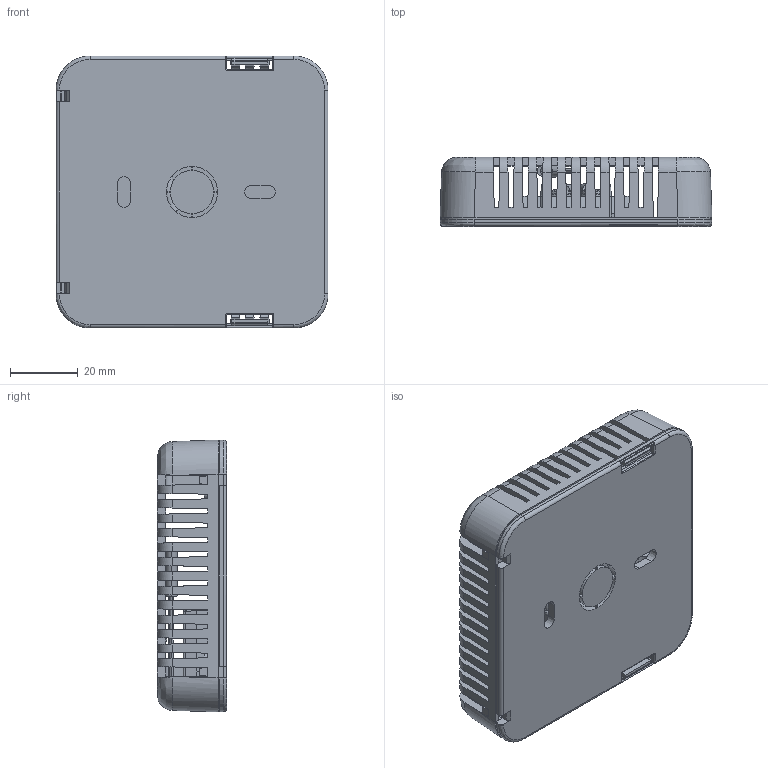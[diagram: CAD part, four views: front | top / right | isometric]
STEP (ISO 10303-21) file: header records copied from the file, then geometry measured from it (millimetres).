
FILE_DESCRIPTION (( 'STEP AP214' ), '1' );
FILE_NAME ('NTC10K3-R02-01.STEP', '2024-04-24T17:09:08', ( '' ), ( '' ), 'SwSTEP 2.0', 'SolidWorks 2021', '' );
FILE_SCHEMA (( 'AUTOMOTIVE_DESIGN' ));
Length unit declared in the file: inch
Products named in the file (1): NTC10K3-R02-01
Bounding box: 80 x 20.3 x 80 mm (x, y, z)
Volume: 41656.4 mm3; surface area: 42698 mm2
Topology: 15 solids, 15 shells, 1372 faces, 3999 edges, 2602 vertices
Faces by surface type: plane 792, cylinder 313, bspline 218, cone 49
Entity records: 50664 total; most frequent: CARTESIAN_POINT 16125, ORIENTED_EDGE 7958, DIRECTION 6005, EDGE_CURVE 3979, VECTOR 2725, LINE 2725, VERTEX_POINT 2602, AXIS2_PLACEMENT_3D 1640
